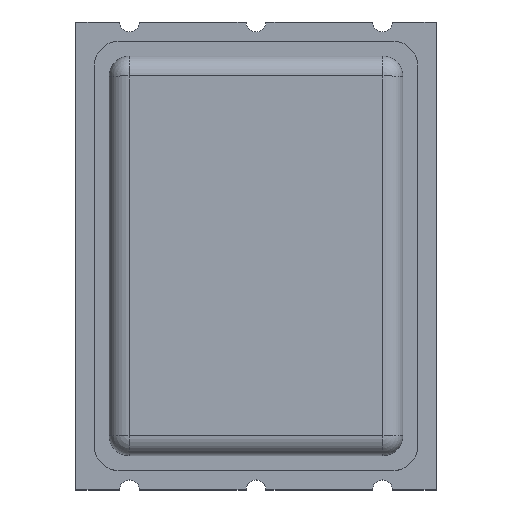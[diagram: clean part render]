
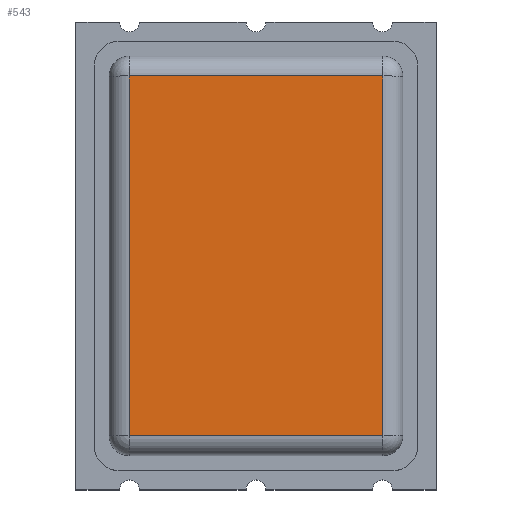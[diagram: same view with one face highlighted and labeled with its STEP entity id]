
A CAD part, top view. The second image highlights one B-rep face of the part: STEP entity #543.
In plain terms, the highlighted planar face has unit normal (0, 0, 1).
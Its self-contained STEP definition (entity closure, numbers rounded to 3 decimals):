
#507=AXIS2_PLACEMENT_3D('Plane Axis2P3D',#504,#505,#506) ;
#504=CARTESIAN_POINT('Axis2P3D Location',(0.,0.,4.3)) ;
#509=CARTESIAN_POINT('Line Origine',(5.1,0.,4.3)) ;
#513=CARTESIAN_POINT('Vertex',(5.1,-7.225,4.3)) ;
#515=CARTESIAN_POINT('Vertex',(5.1,7.225,4.3)) ;
#518=CARTESIAN_POINT('Line Origine',(0.,7.225,4.3)) ;
#522=CARTESIAN_POINT('Vertex',(-5.1,7.225,4.3)) ;
#525=CARTESIAN_POINT('Line Origine',(-5.1,0.,4.3)) ;
#529=CARTESIAN_POINT('Vertex',(-5.1,-7.225,4.3)) ;
#532=CARTESIAN_POINT('Line Origine',(0.,-7.225,4.3)) ;
#505=DIRECTION('Axis2P3D Direction',(0.,0.,1.)) ;
#506=DIRECTION('Axis2P3D XDirection',(1.,0.,0.)) ;
#510=DIRECTION('Vector Direction',(0.,-1.,0.)) ;
#519=DIRECTION('Vector Direction',(1.,0.,0.)) ;
#526=DIRECTION('Vector Direction',(0.,1.,0.)) ;
#533=DIRECTION('Vector Direction',(-1.,0.,0.)) ;
#511=VECTOR('Line Direction',#510,1.) ;
#520=VECTOR('Line Direction',#519,1.) ;
#527=VECTOR('Line Direction',#526,1.) ;
#534=VECTOR('Line Direction',#533,1.) ;
#538=ORIENTED_EDGE('',*,*,#517,.T.) ;
#539=ORIENTED_EDGE('',*,*,#524,.T.) ;
#540=ORIENTED_EDGE('',*,*,#531,.T.) ;
#541=ORIENTED_EDGE('',*,*,#536,.T.) ;
#543=ADVANCED_FACE('PartBody',(#542),#508,.T.) ;
#517=EDGE_CURVE('',#514,#516,#512,.F.) ;
#524=EDGE_CURVE('',#516,#523,#521,.F.) ;
#531=EDGE_CURVE('',#523,#530,#528,.F.) ;
#536=EDGE_CURVE('',#530,#514,#535,.F.) ;
#537=EDGE_LOOP('',(#538,#539,#540,#541)) ;
#542=FACE_OUTER_BOUND('',#537,.T.) ;
#512=LINE('Line',#509,#511) ;
#521=LINE('Line',#518,#520) ;
#528=LINE('Line',#525,#527) ;
#535=LINE('Line',#532,#534) ;
#508=PLANE('',#507) ;
#514=VERTEX_POINT('',#513) ;
#516=VERTEX_POINT('',#515) ;
#523=VERTEX_POINT('',#522) ;
#530=VERTEX_POINT('',#529) ;
